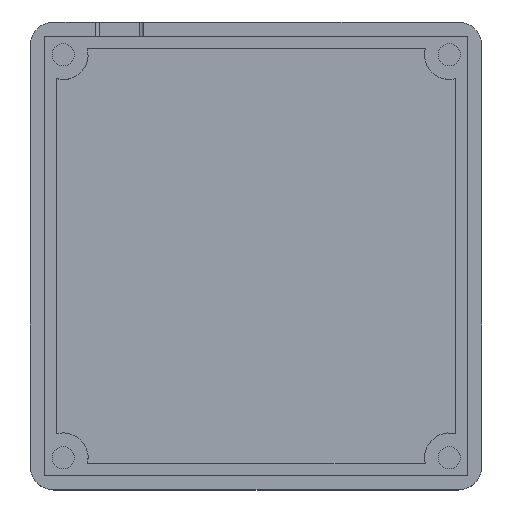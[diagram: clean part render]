
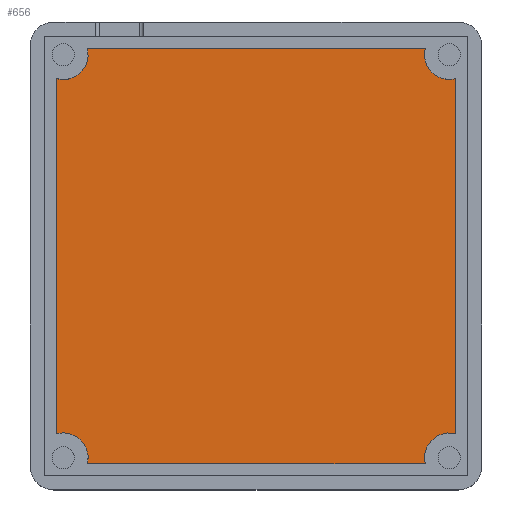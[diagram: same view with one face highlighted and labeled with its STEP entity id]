
A CAD part, top view. The second image highlights one B-rep face of the part: STEP entity #656.
In plain terms, the highlighted planar face has unit normal (0, 0, 1).
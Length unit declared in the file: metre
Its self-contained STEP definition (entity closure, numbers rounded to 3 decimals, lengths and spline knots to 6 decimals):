
#21=LINE('',#1019,#81);
#23=LINE('',#1023,#83);
#28=LINE('',#1033,#88);
#31=LINE('',#1047,#91);
#81=VECTOR('',#817,1.);
#83=VECTOR('',#821,1.);
#88=VECTOR('',#828,1.);
#91=VECTOR('',#849,1.);
#208=ORIENTED_EDGE('',*,*,#361,.F.);
#209=ORIENTED_EDGE('',*,*,#355,.T.);
#210=ORIENTED_EDGE('',*,*,#366,.F.);
#211=ORIENTED_EDGE('',*,*,#360,.T.);
#212=ORIENTED_EDGE('',*,*,#365,.F.);
#213=ORIENTED_EDGE('',*,*,#367,.F.);
#214=ORIENTED_EDGE('',*,*,#362,.F.);
#215=ORIENTED_EDGE('',*,*,#353,.F.);
#353=EDGE_CURVE('',#444,#445,#21,.T.);
#355=EDGE_CURVE('',#446,#447,#23,.T.);
#360=EDGE_CURVE('',#448,#449,#28,.T.);
#361=EDGE_CURVE('',#446,#444,#500,.T.);
#362=EDGE_CURVE('',#445,#450,#501,.T.);
#365=EDGE_CURVE('',#451,#449,#502,.T.);
#366=EDGE_CURVE('',#448,#447,#503,.T.);
#367=EDGE_CURVE('',#450,#451,#31,.T.);
#444=VERTEX_POINT('',#1018);
#445=VERTEX_POINT('',#1020);
#446=VERTEX_POINT('',#1024);
#447=VERTEX_POINT('',#1025);
#448=VERTEX_POINT('',#1030);
#449=VERTEX_POINT('',#1032);
#450=VERTEX_POINT('',#1038);
#451=VERTEX_POINT('',#1042);
#500=CIRCLE('',#716,0.00525);
#501=CIRCLE('',#718,0.00525);
#502=CIRCLE('',#720,0.00525);
#503=CIRCLE('',#722,0.00525);
#546=EDGE_LOOP('',(#208,#209,#210,#211,#212,#213,#214,#215));
#594=FACE_BOUND('',#546,.T.);
#625=PLANE('',#724);
#656=ADVANCED_FACE('',(#594),#625,.T.);
#716=AXIS2_PLACEMENT_3D('',#1035,#831,#832);
#718=AXIS2_PLACEMENT_3D('',#1037,#835,#836);
#720=AXIS2_PLACEMENT_3D('',#1043,#841,#842);
#722=AXIS2_PLACEMENT_3D('',#1045,#845,#846);
#724=AXIS2_PLACEMENT_3D('',#1048,#850,#851);
#817=DIRECTION('',(1.,0.,0.));
#821=DIRECTION('',(0.,-1.,0.));
#828=DIRECTION('',(1.,0.,0.));
#831=DIRECTION('',(0.,0.,1.));
#832=DIRECTION('',(1.,0.,0.));
#835=DIRECTION('',(0.,0.,1.));
#836=DIRECTION('',(1.,0.,0.));
#841=DIRECTION('',(0.,0.,1.));
#842=DIRECTION('',(1.,0.,0.));
#845=DIRECTION('',(0.,0.,1.));
#846=DIRECTION('',(1.,0.,0.));
#849=DIRECTION('',(0.,-1.,0.));
#850=DIRECTION('',(0.,0.,1.));
#851=DIRECTION('',(1.,0.,0.));
#1018=CARTESIAN_POINT('',(0.115559,-0.05121,-0.0123));
#1019=CARTESIAN_POINT('',(0.15132,-0.05121,-0.0123));
#1020=CARTESIAN_POINT('',(0.187221,-0.05121,-0.0123));
#1023=CARTESIAN_POINT('',(0.10898,-0.09526,-0.0123));
#1024=CARTESIAN_POINT('',(0.10898,-0.057637,-0.0123));
#1025=CARTESIAN_POINT('',(0.10898,-0.132967,-0.0123));
#1030=CARTESIAN_POINT('',(0.115581,-0.13931,-0.0123));
#1032=CARTESIAN_POINT('',(0.187176,-0.13931,-0.0123));
#1033=CARTESIAN_POINT('',(0.15132,-0.13931,-0.0123));
#1035=CARTESIAN_POINT('',(0.1105,-0.052612,-0.0123));
#1037=CARTESIAN_POINT('',(0.19228,-0.052612,-0.0123));
#1038=CARTESIAN_POINT('',(0.19366,-0.057677,-0.0123));
#1042=CARTESIAN_POINT('',(0.19366,-0.13294,-0.0123));
#1043=CARTESIAN_POINT('',(0.19226,-0.138,-0.0123));
#1045=CARTESIAN_POINT('',(0.110499,-0.137992,-0.0123));
#1047=CARTESIAN_POINT('',(0.19366,-0.09526,-0.0123));
#1048=CARTESIAN_POINT('',(0.15132,-0.09526,-0.0123));
